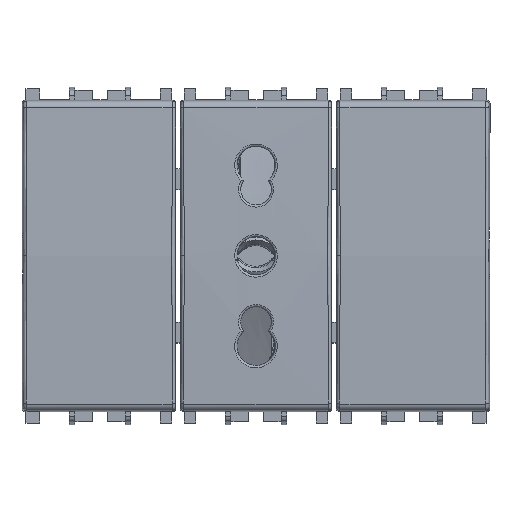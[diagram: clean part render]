
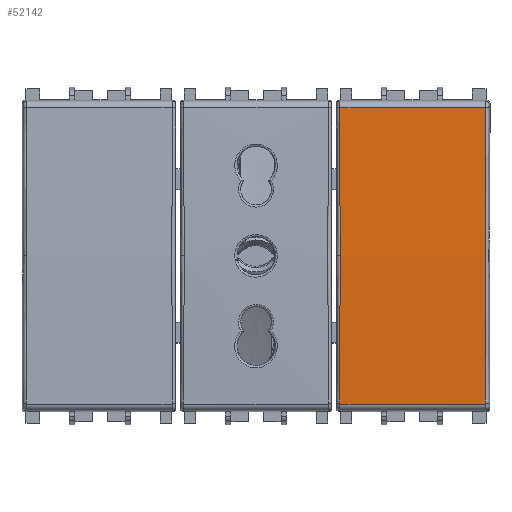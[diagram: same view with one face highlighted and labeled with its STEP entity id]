
A CAD part, top view. The second image highlights one B-rep face of the part: STEP entity #52142.
In plain terms, the highlighted cylindrical face has radius 502 mm (diameter 1004 mm), a partial arc.
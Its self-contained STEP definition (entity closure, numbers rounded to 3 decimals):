
#2567 = EDGE_CURVE ( 'NONE', #80738, #25028, #88518, .T. ) ;
#5526 = B_SPLINE_CURVE_WITH_KNOTS ( 'NONE', 3,
 ( #55918, #20541, #33123, #90896 ),
 .UNSPECIFIED., .F., .F.,
 ( 4, 4 ),
 ( 0., 1. ),
 .UNSPECIFIED. ) ;
#5984 = CARTESIAN_POINT ( 'NONE',  ( 45.813, 0., 10.7 ) ) ;
#6131 = CARTESIAN_POINT ( 'NONE',  ( 0.816, -21.272, 10.249 ) ) ;
#6526 = EDGE_CURVE ( 'NONE', #60584, #36471, #5526, .T. ) ;
#8953 = VECTOR ( 'NONE', #47147, 1000. ) ;
#12598 = VERTEX_POINT ( 'NONE', #62826 ) ;
#12672 = LINE ( 'NONE', #6131, #8953 ) ;
#14456 = CARTESIAN_POINT ( 'NONE',  ( 66.671, -21.272, 10.249 ) ) ;
#15269 = ORIENTED_EDGE ( 'NONE', *, *, #2567, .T. ) ;
#16955 = ORIENTED_EDGE ( 'NONE', *, *, #6526, .T. ) ;
#17086 = ORIENTED_EDGE ( 'NONE', *, *, #91404, .T. ) ;
#20541 = CARTESIAN_POINT ( 'NONE',  ( 45.813, -7.092, 10.7 ) ) ;
#20971 = CARTESIAN_POINT ( 'NONE',  ( 66.671, 21.272, 10.249 ) ) ;
#22687 = CARTESIAN_POINT ( 'NONE',  ( 45.809, -21.272, 10.249 ) ) ;
#25028 = VERTEX_POINT ( 'NONE', #89467 ) ;
#25917 = EDGE_CURVE ( 'NONE', #25028, #60584, #47971, .T. ) ;
#27595 = DIRECTION ( 'NONE',  ( 1., 0., 0. ) ) ;
#28416 = CARTESIAN_POINT ( 'NONE',  ( 66.661, -7.099, 10.85 ) ) ;
#29158 = CARTESIAN_POINT ( 'NONE',  ( 66.671, 21.272, 10.249 ) ) ;
#33123 = CARTESIAN_POINT ( 'NONE',  ( 45.812, -14.185, 10.55 ) ) ;
#36471 = VERTEX_POINT ( 'NONE', #22687 ) ;
#36872 = FACE_OUTER_BOUND ( 'NONE', #87496, .T. ) ;
#39249 = EDGE_CURVE ( 'NONE', #12598, #80738, #71799, .T. ) ;
#42044 = DIRECTION ( 'NONE',  ( 0., 1., 0. ) ) ;
#47147 = DIRECTION ( 'NONE',  ( 1., 0., 0. ) ) ;
#47971 = B_SPLINE_CURVE_WITH_KNOTS ( 'NONE', 3,
 ( #70239, #61890, #83309, #5984 ),
 .UNSPECIFIED., .F., .F.,
 ( 4, 4 ),
 ( 0., 1. ),
 .UNSPECIFIED. ) ;
#50301 = AXIS2_PLACEMENT_3D ( 'NONE', #91872, #27595, #42044 ) ;
#51861 = ORIENTED_EDGE ( 'NONE', *, *, #39249, .T. ) ;
#52142 = ADVANCED_FACE ( 'NONE', ( #36872 ), #56451, .T. ) ;
#52294 = VECTOR ( 'NONE', #76353, 1000. ) ;
#54754 = CARTESIAN_POINT ( 'NONE',  ( 45.813, 0., 10.7 ) ) ;
#54916 = CARTESIAN_POINT ( 'NONE',  ( 0.816, 21.272, 10.249 ) ) ;
#55918 = CARTESIAN_POINT ( 'NONE',  ( 45.813, 0., 10.7 ) ) ;
#56451 = CYLINDRICAL_SURFACE ( 'NONE', #50301, 502. ) ;
#60584 = VERTEX_POINT ( 'NONE', #54754 ) ;
#61890 = CARTESIAN_POINT ( 'NONE',  ( 45.812, 14.185, 10.55 ) ) ;
#62826 = CARTESIAN_POINT ( 'NONE',  ( 66.671, -21.272, 10.249 ) ) ;
#63369 = CARTESIAN_POINT ( 'NONE',  ( 66.661, 7.099, 10.85 ) ) ;
#70239 = CARTESIAN_POINT ( 'NONE',  ( 45.809, 21.272, 10.249 ) ) ;
#71799 = B_SPLINE_CURVE_WITH_KNOTS ( 'NONE', 3,
 ( #14456, #28416, #63369, #20971 ),
 .UNSPECIFIED., .F., .F.,
 ( 4, 4 ),
 ( 0., 1. ),
 .UNSPECIFIED. ) ;
#76353 = DIRECTION ( 'NONE',  ( -1., 0., 0. ) ) ;
#77941 = ORIENTED_EDGE ( 'NONE', *, *, #25917, .T. ) ;
#80738 = VERTEX_POINT ( 'NONE', #29158 ) ;
#83309 = CARTESIAN_POINT ( 'NONE',  ( 45.813, 7.092, 10.7 ) ) ;
#87496 = EDGE_LOOP ( 'NONE', ( #77941, #16955, #17086, #51861, #15269 ) ) ;
#88518 = LINE ( 'NONE', #54916, #52294 ) ;
#89467 = CARTESIAN_POINT ( 'NONE',  ( 45.809, 21.272, 10.249 ) ) ;
#90896 = CARTESIAN_POINT ( 'NONE',  ( 45.809, -21.272, 10.249 ) ) ;
#91404 = EDGE_CURVE ( 'NONE', #36471, #12598, #12672, .T. ) ;
#91872 = CARTESIAN_POINT ( 'NONE',  ( 0.816, 0., -491.3 ) ) ;
